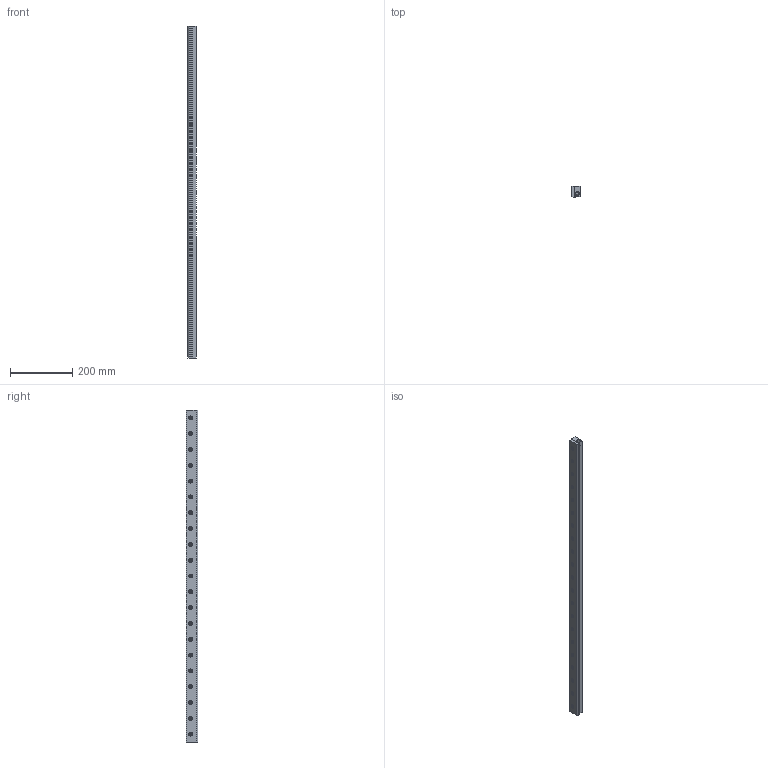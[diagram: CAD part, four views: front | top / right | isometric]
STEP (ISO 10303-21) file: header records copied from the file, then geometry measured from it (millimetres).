
FILE_DESCRIPTION(/* description */ (''),/* implementation_level */ '2;1');
FILE_NAME(/* name */ '110042SS-DIM.stp',/* time_stamp */ '2021-07-08T09:22:56-04:00',/* author */ ('Adam Laub'),/* organization */ (''),/* preprocessor_version */ 'ST-DEVELOPER v18.1',/* originating_system */ 'Autodesk Inventor 2022',/* authorisation */ '');
FILE_SCHEMA (('AUTOMOTIVE_DESIGN { 1 0 10303 214 3 1 1 }'));
Length unit declared in the file: inch
Products named in the file (4): 110042SS; 110042ss-B-DIM; 110042ss-C-DIM; Unbrako - 1/4 x 5/8
Assembly tree (23 placements, depth 2):
  110042SS
    110042ss-B-DIM
    110042ss-C-DIM
    Unbrako - 1/4 x 5/8  x21
Bounding box: 26.21 x 36.51 x 1066.8 mm (x, y, z)
Volume: 941856.4 mm3; surface area: 230604.8 mm2
Topology: 23 solids, 23 shells, 445 faces, 1063 edges, 708 vertices
Faces by surface type: plane 227, cylinder 111, cone 65, torus 42
Full cylindrical faces by diameter (mm): 5.159 x21, 6.35 x21, 7.144 x21, 11.1 x21, 11.112 x4, 12.7 x21, 13.716 x2
Entity records: 4741 total; most frequent: DIRECTION 869, CARTESIAN_POINT 754, ORIENTED_EDGE 680, AXIS2_PLACEMENT_3D 364, EDGE_CURVE 340, EDGE_LOOP 260, VERTEX_POINT 228, CIRCLE 192
